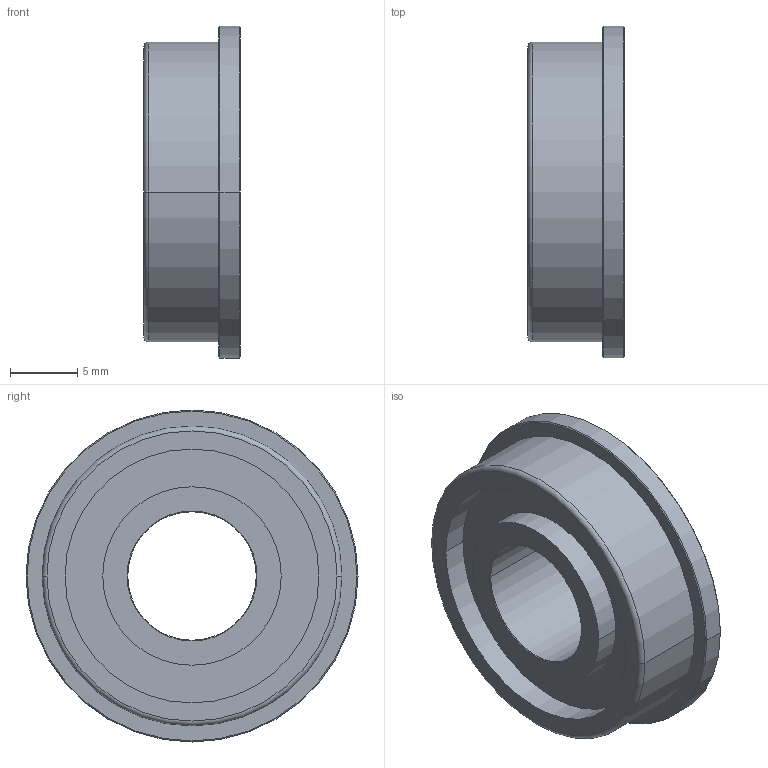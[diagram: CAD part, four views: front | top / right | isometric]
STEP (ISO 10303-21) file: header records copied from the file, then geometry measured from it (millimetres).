
FILE_DESCRIPTION((''),'2;1');
FILE_NAME('54','2022-03-04T',('SYSTEM'),(''),'PRO/ENGINEER BY PARAMETRIC TECHNOLOGY CORPORATION, 2016360','PRO/ENGINEER BY PARAMETRIC TECHNOLOGY CORPORATION, 2016360','');
FILE_SCHEMA(('AUTOMOTIVE_DESIGN { 1 0 10303 214 1 1 1 1 }'));
Length unit declared in the file: inch
Products named in the file (1): 54
Bounding box: 7.14 x 24.61 x 24.61 mm (x, y, z)
Volume: 1895.5 mm3; surface area: 1873.5 mm2
Topology: 1 solids, 1 shells, 31 faces, 62 edges, 38 vertices
Faces by surface type: cylinder 14, cone 8, plane 7, torus 2
Entity records: 982 total; most frequent: DIRECTION 164, CARTESIAN_POINT 133, ORIENTED_EDGE 124, COLOUR_RGB 110, AXIS2_PLACEMENT_3D 71, EDGE_CURVE 62, CIRCLE 40, VERTEX_POINT 38
